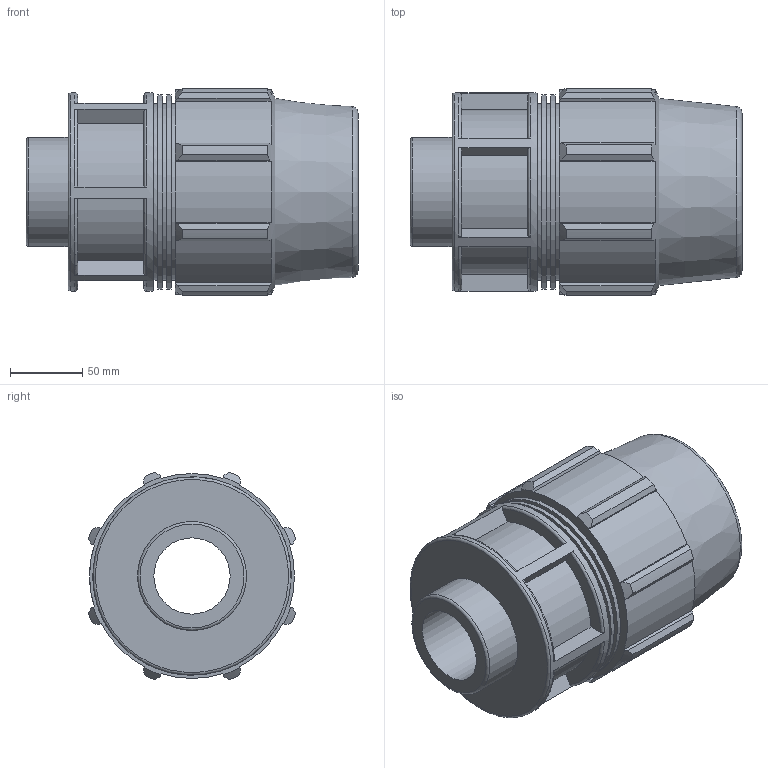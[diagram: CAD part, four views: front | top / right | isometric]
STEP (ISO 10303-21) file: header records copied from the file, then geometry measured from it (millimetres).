
FILE_DESCRIPTION(/* description */ ('PLASSON MALE ADAPTOR 90-2.1/2"'),/* implementation_level */ '2;1');
FILE_NAME(/* name */ '0702060900250A.ipt.stp',/* time_stamp */ '2018-03-25T20:09:53+03:00',/* author */ ('KIM'),/* organization */ (''),/* preprocessor_version */ 'ST-DEVELOPER v15.6',/* originating_system */ 'Autodesk Inventor 2015',/* authorisation */ '');
FILE_SCHEMA (('AUTOMOTIVE_DESIGN { 1 0 10303 214 3 1 1 }'));
Length unit declared in the file: millimetre
Products named in the file (1): 0702060900250A
Bounding box: 229 x 143.02 x 143.02 mm (x, y, z)
Volume: 1559504.8 mm3; surface area: 203516.6 mm2
Topology: 1 solids, 1 shells, 125 faces, 321 edges, 212 vertices
Faces by surface type: plane 67, cylinder 31, torus 15, cone 12
Full cylindrical faces by diameter (mm): 52.629 x1, 75.184 x1, 90 x1, 121.6 x3, 134.064 x2, 136.8 x1
Entity records: 3879 total; most frequent: CARTESIAN_POINT 918, ORIENTED_EDGE 604, DIRECTION 600, EDGE_CURVE 302, AXIS2_PLACEMENT_3D 228, VERTEX_POINT 210, EDGE_LOOP 158, LINE 144
